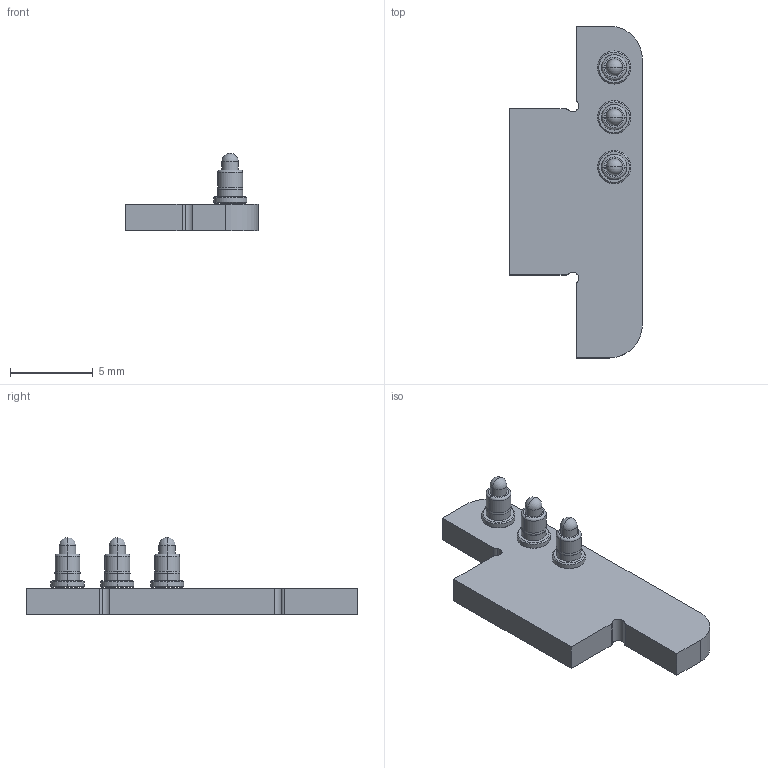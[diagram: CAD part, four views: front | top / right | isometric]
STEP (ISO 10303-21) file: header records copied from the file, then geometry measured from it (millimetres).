
FILE_DESCRIPTION(('KiCad electronic assembly'),'2;1');
FILE_NAME('PogoConnector.step','2025-11-28T16:25:31',('Pcbnew'),('Kicad' ),'Open CASCADE STEP processor 7.6','KiCad to STEP converter', 'Unknown');
FILE_SCHEMA(('AUTOMOTIVE_DESIGN { 1 0 10303 214 1 1 1 1 }'));
Length unit declared in the file: millimetre
Products named in the file (4): PogoConnector 1; TESTPOINT-SMD_BD2.0-H3.0; Áã¼þ1; PogoConnector_PCB
Assembly tree (5 placements, depth 3):
  PogoConnector 1
    TESTPOINT-SMD_BD2.0-H3.0  x3
      Áã¼þ1
    PogoConnector_PCB
Bounding box: 8 x 20 x 4.65 mm (x, y, z)
Volume: 202.9 mm3; surface area: 388.9 mm2
Topology: 4 solids, 4 shells, 99 faces, 216 edges, 131 vertices
Faces by surface type: cylinder 44, plane 25, cone 18, sphere 6, torus 6
Entity records: 1564 total; most frequent: DIRECTION 256, CARTESIAN_POINT 218, ORIENTED_EDGE 204, AXIS2_PLACEMENT_3D 103, EDGE_CURVE 102, VERTEX_POINT 65, CIRCLE 52, LINE 50
